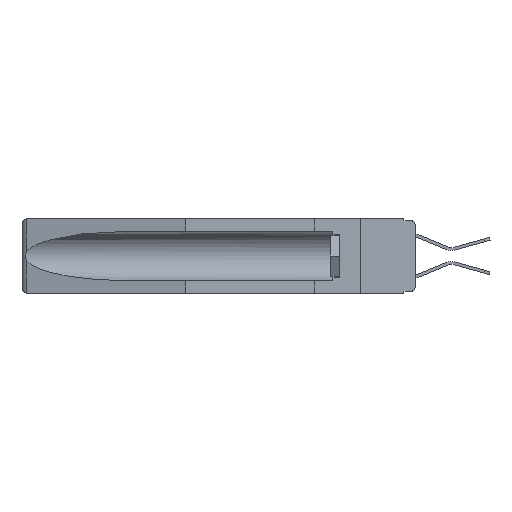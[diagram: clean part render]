
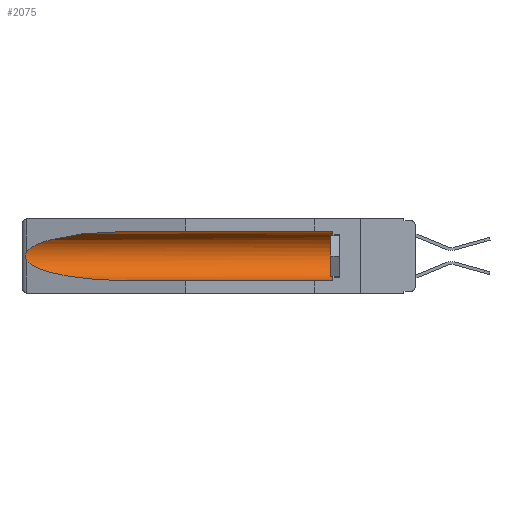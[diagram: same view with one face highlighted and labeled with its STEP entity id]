
A CAD part, left-side view. The second image highlights one B-rep face of the part: STEP entity #2075.
In plain terms, the highlighted cylindrical face has radius 2.857 mm (diameter 5.715 mm), a partial arc.
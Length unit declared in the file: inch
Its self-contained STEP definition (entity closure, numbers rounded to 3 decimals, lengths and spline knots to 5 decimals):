
#103 = LINE ( 'NONE', #8059, #12658 ) ;
#655 = CARTESIAN_POINT ( 'NONE',  ( 0.155, 1.07973, -0.284 ) ) ;
#1147 = AXIS2_PLACEMENT_3D ( 'NONE', #7775, #9482, #3282 ) ;
#2022 = AXIS2_PLACEMENT_3D ( 'NONE', #18216, #14000, #22039 ) ;
#2075 = ADVANCED_FACE ( 'NONE', ( #25495 ), #11752, .F. ) ;
#2139 = CARTESIAN_POINT ( 'NONE',  ( 0.26537, 1.52718, -0.19328 ) ) ;
#2242 = EDGE_LOOP ( 'NONE', ( #20292, #2334, #13628, #23431, #6299, #2284 ) ) ;
#2284 = ORIENTED_EDGE ( 'NONE', *, *, #15891, .T. ) ;
#2334 = ORIENTED_EDGE ( 'NONE', *, *, #20612, .T. ) ;
#2613 =( BOUNDED_CURVE ( )  B_SPLINE_CURVE ( 3, ( #7282, #15069, #5177, #22871 ),
 .UNSPECIFIED., .F., .T. ) 
 B_SPLINE_CURVE_WITH_KNOTS ( ( 4, 4 ),
 ( 4.71239, 6.08839 ),
 .UNSPECIFIED. ) 
 CURVE ( )  GEOMETRIC_REPRESENTATION_ITEM ( )  RATIONAL_B_SPLINE_CURVE ( ( 1., 0.848, 0.848, 1. ) ) 
 REPRESENTATION_ITEM ( '' )  );
#3282 = DIRECTION ( 'NONE',  ( 0., 0., 1. ) ) ;
#3761 = EDGE_CURVE ( 'NONE', #25007, #25516, #26087, .T. ) ;
#3966 = CARTESIAN_POINT ( 'NONE',  ( 0.2675, 1.53308, -0.16763 ) ) ;
#4255 = CARTESIAN_POINT ( 'NONE',  ( 0.26654, 1.53092, -0.15636 ) ) ;
#4611 = VECTOR ( 'NONE', #8896, 39.37008 ) ;
#5177 = CARTESIAN_POINT ( 'NONE',  ( 0.25451, 1.48313, -0.09465 ) ) ;
#5982 = CARTESIAN_POINT ( 'NONE',  ( 0.26537, 1.52718, -0.14972 ) ) ;
#6064 = DIRECTION ( 'NONE',  ( 0., 1., 0. ) ) ;
#6299 = ORIENTED_EDGE ( 'NONE', *, *, #15294, .T. ) ;
#6578 = VERTEX_POINT ( 'NONE', #17715 ) ;
#6659 = VERTEX_POINT ( 'NONE', #8464 ) ;
#7282 = CARTESIAN_POINT ( 'NONE',  ( 0.155, 1.07973, -0.059 ) ) ;
#7306 = LINE ( 'NONE', #15350, #4611 ) ;
#7775 = CARTESIAN_POINT ( 'NONE',  ( 0.155, -0.30754, -0.1715 ) ) ;
#8059 = CARTESIAN_POINT ( 'NONE',  ( 0.155, -0.30754, -0.284 ) ) ;
#8200 = CARTESIAN_POINT ( 'NONE',  ( 0.2673, 1.53269, -0.17917 ) ) ;
#8464 = CARTESIAN_POINT ( 'NONE',  ( 0.155, 0.126, -0.284 ) ) ;
#8539 = CARTESIAN_POINT ( 'NONE',  ( 0.155, 0.126, -0.059 ) ) ;
#8896 = DIRECTION ( 'NONE',  ( 0., 1., 0. ) ) ;
#8945 = EDGE_CURVE ( 'NONE', #10253, #6578, #2613, .T. ) ;
#9482 = DIRECTION ( 'NONE',  ( 0., 1., 0. ) ) ;
#10253 = VERTEX_POINT ( 'NONE', #22364 ) ;
#11218 = CARTESIAN_POINT ( 'NONE',  ( 0.21114, 1.30732, -0.284 ) ) ;
#11752 = CYLINDRICAL_SURFACE ( 'NONE', #1147, 0.1125 ) ;
#12047 = CARTESIAN_POINT ( 'NONE',  ( 0.2675, 1.53308, -0.17534 ) ) ;
#12658 = VECTOR ( 'NONE', #6064, 39.37008 ) ;
#13428 = CIRCLE ( 'NONE', #2022, 0.1125 ) ;
#13628 = ORIENTED_EDGE ( 'NONE', *, *, #3761, .T. ) ;
#14000 = DIRECTION ( 'NONE',  ( 0., -1., 0. ) ) ;
#15069 = CARTESIAN_POINT ( 'NONE',  ( 0.21114, 1.30732, -0.059 ) ) ;
#15206 = CARTESIAN_POINT ( 'NONE',  ( 0.25451, 1.48313, -0.24835 ) ) ;
#15294 = EDGE_CURVE ( 'NONE', #6659, #18318, #13428, .T. ) ;
#15350 = CARTESIAN_POINT ( 'NONE',  ( 0.155, -0.30754, -0.059 ) ) ;
#15891 = EDGE_CURVE ( 'NONE', #18318, #10253, #7306, .T. ) ;
#16617 = EDGE_CURVE ( 'NONE', #6659, #25516, #103, .T. ) ;
#17178 = CARTESIAN_POINT ( 'NONE',  ( 0.26537, 1.52718, -0.19328 ) ) ;
#17715 = CARTESIAN_POINT ( 'NONE',  ( 0.26537, 1.52718, -0.14972 ) ) ;
#18216 = CARTESIAN_POINT ( 'NONE',  ( 0.155, 0.126, -0.1715 ) ) ;
#18248 = CARTESIAN_POINT ( 'NONE',  ( 0.2673, 1.5327, -0.16383 ) ) ;
#18318 = VERTEX_POINT ( 'NONE', #8539 ) ;
#19270 = CARTESIAN_POINT ( 'NONE',  ( 0.155, 1.07973, -0.284 ) ) ;
#19748 = CARTESIAN_POINT ( 'NONE',  ( 0.26537, 1.52718, -0.19328 ) ) ;
#20068 = CARTESIAN_POINT ( 'NONE',  ( 0.26655, 1.53094, -0.18657 ) ) ;
#20292 = ORIENTED_EDGE ( 'NONE', *, *, #8945, .T. ) ;
#20612 = EDGE_CURVE ( 'NONE', #6578, #25007, #25349, .T. ) ;
#22039 = DIRECTION ( 'NONE',  ( 0., 0., 1. ) ) ;
#22070 = CARTESIAN_POINT ( 'NONE',  ( 0.26597, 1.52961, -0.15275 ) ) ;
#22197 = CARTESIAN_POINT ( 'NONE',  ( 0.26597, 1.5296, -0.19026 ) ) ;
#22364 = CARTESIAN_POINT ( 'NONE',  ( 0.155, 1.07973, -0.059 ) ) ;
#22871 = CARTESIAN_POINT ( 'NONE',  ( 0.26537, 1.52718, -0.14972 ) ) ;
#23431 = ORIENTED_EDGE ( 'NONE', *, *, #16617, .F. ) ;
#25007 = VERTEX_POINT ( 'NONE', #19748 ) ;
#25349 = B_SPLINE_CURVE_WITH_KNOTS ( 'NONE', 3,
 ( #5982, #22070, #4255, #18248, #3966, #12047, #8200, #20068, #22197, #2139 ),
 .UNSPECIFIED., .F., .F.,
 ( 4, 2, 2, 2, 4 ),
 ( 0., 0.00029, 0.00058, 0.00087, 0.00117 ),
 .UNSPECIFIED. ) ;
#25495 = FACE_OUTER_BOUND ( 'NONE', #2242, .T. ) ;
#25516 = VERTEX_POINT ( 'NONE', #655 ) ;
#26087 =( BOUNDED_CURVE ( )  B_SPLINE_CURVE ( 3, ( #17178, #15206, #11218, #19270 ),
 .UNSPECIFIED., .F., .T. ) 
 B_SPLINE_CURVE_WITH_KNOTS ( ( 4, 4 ),
 ( 0.1948, 1.5708 ),
 .UNSPECIFIED. ) 
 CURVE ( )  GEOMETRIC_REPRESENTATION_ITEM ( )  RATIONAL_B_SPLINE_CURVE ( ( 1., 0.848, 0.848, 1. ) ) 
 REPRESENTATION_ITEM ( '' )  );
